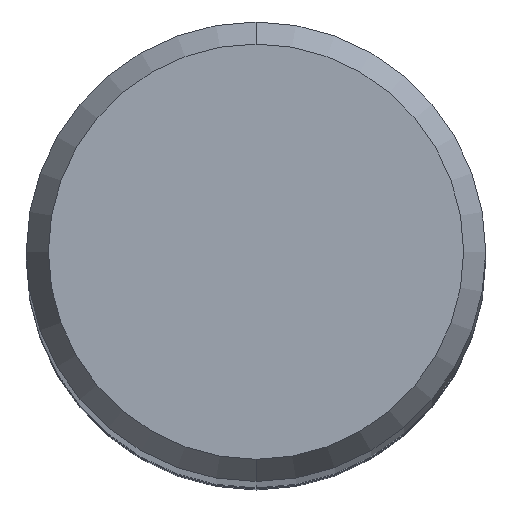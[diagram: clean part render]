
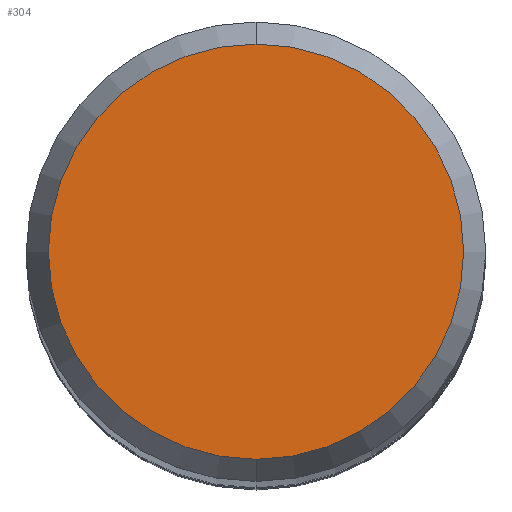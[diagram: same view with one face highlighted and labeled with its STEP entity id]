
A CAD part, top view. The second image highlights one B-rep face of the part: STEP entity #304.
In plain terms, the highlighted planar face has unit normal (0, 0, 1).
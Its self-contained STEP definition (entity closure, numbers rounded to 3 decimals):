
#194=EDGE_CURVE('',#450,#292,#507,.T.);
#292=VERTEX_POINT('',#618);
#304=ADVANCED_FACE('',(#632),#633,.T.);
#362=EDGE_CURVE('',#292,#450,#697,.T.);
#450=VERTEX_POINT('',#793);
#507=CIRCLE('',#854,4.304);
#618=CARTESIAN_POINT('',(0.,-4.304,0.));
#632=FACE_OUTER_BOUND('',#1141,.T.);
#633=PLANE('',#1142);
#697=CIRCLE('',#1261,4.304);
#793=CARTESIAN_POINT('',(0.0,4.304,0.));
#854=AXIS2_PLACEMENT_3D('',#1513,#1514,#1515);
#1141=EDGE_LOOP('',(#1667,#1668));
#1142=AXIS2_PLACEMENT_3D('',#1669,#1670,#1671);
#1261=AXIS2_PLACEMENT_3D('',#1730,#1731,#1732);
#1513=CARTESIAN_POINT('',(0.0,0.0,0.));
#1514=DIRECTION('',(0.0,0.0,-1.0));
#1515=DIRECTION('',(0.0,1.0,0.0));
#1667=ORIENTED_EDGE('',*,*,#194,.F.);
#1668=ORIENTED_EDGE('',*,*,#362,.F.);
#1669=CARTESIAN_POINT('',(0.0,2.152,0.));
#1670=DIRECTION('',(-0.0,0.0,1.0));
#1671=DIRECTION('',(0.0,-1.0,0.0));
#1730=CARTESIAN_POINT('',(0.0,0.0,0.));
#1731=DIRECTION('',(0.0,0.0,-1.0));
#1732=DIRECTION('',(0.0,1.0,0.0));
